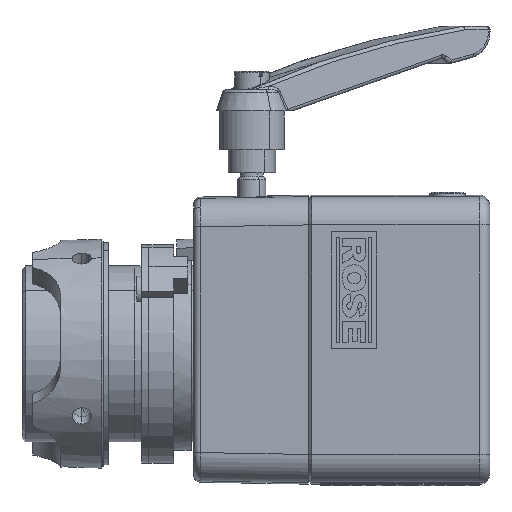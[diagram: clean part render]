
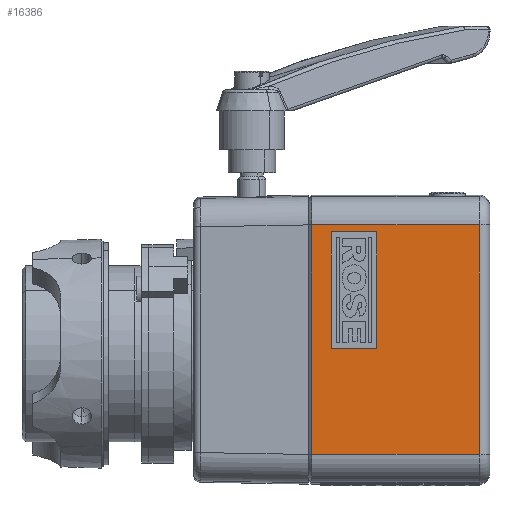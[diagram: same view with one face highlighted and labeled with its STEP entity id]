
A CAD part, left-side view. The second image highlights one B-rep face of the part: STEP entity #16386.
In plain terms, the highlighted face is planar.
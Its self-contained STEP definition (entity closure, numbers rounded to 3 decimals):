
#5968 = CARTESIAN_POINT ( 'NONE',  ( 33., 7., 34.561 ) ) ;
#5971 = DIRECTION ( 'NONE',  ( 0., 0., -1. ) ) ;
#5972 = VECTOR ( 'NONE', #5971, 1000. ) ;
#5973 = CARTESIAN_POINT ( 'NONE',  ( 33., 7., 34.561 ) ) ;
#5974 = LINE ( 'NONE', #5973, #5972 ) ;
#6222 = DIRECTION ( 'NONE',  ( 0., 0., 1. ) ) ;
#6223 = VECTOR ( 'NONE', #6222, 1000. ) ;
#6224 = CARTESIAN_POINT ( 'NONE',  ( 33., 49., -36.424 ) ) ;
#6225 = LINE ( 'NONE', #6224, #6223 ) ;
#6228 = DIRECTION ( 'NONE',  ( 0., 1., 0. ) ) ;
#6229 = VECTOR ( 'NONE', #6228, 1000. ) ;
#6230 = CARTESIAN_POINT ( 'NONE',  ( 33., 52., -28.562 ) ) ;
#6231 = LINE ( 'NONE', #6230, #6229 ) ;
#6261 = DIRECTION ( 'NONE',  ( 0., 1., 0. ) ) ;
#6262 = VECTOR ( 'NONE', #6261, 1000. ) ;
#6263 = CARTESIAN_POINT ( 'NONE',  ( 33., 20., 1.561 ) ) ;
#6264 = LINE ( 'NONE', #6263, #6262 ) ;
#6268 = DIRECTION ( 'NONE',  ( 0., 0., -1. ) ) ;
#6269 = VECTOR ( 'NONE', #6268, 1000. ) ;
#6270 = CARTESIAN_POINT ( 'NONE',  ( 33., 1.5, -28.562 ) ) ;
#6271 = LINE ( 'NONE', #6270, #6269 ) ;
#6277 = CARTESIAN_POINT ( 'NONE',  ( 33., 1.5, 36.562 ) ) ;
#6278 = CARTESIAN_POINT ( 'NONE',  ( 33., 49., 36.562 ) ) ;
#6279 = DIRECTION ( 'NONE',  ( 0., 0., 1. ) ) ;
#6280 = DIRECTION ( 'NONE',  ( -1., 0., 0. ) ) ;
#6281 = AXIS2_PLACEMENT_3D ( 'NONE', #6282, #6280, #6279 ) ;
#6282 = CARTESIAN_POINT ( 'NONE',  ( 33., 52., -36.424 ) ) ;
#6283 = PLANE ( 'NONE',  #6281 ) ;
#6284 = FACE_OUTER_BOUND ( 'NONE', #16532, .T. ) ;
#6285 = FACE_BOUND ( 'NONE', #16389, .T. ) ;
#6301 = CARTESIAN_POINT ( 'NONE',  ( 33., 49., -28.562 ) ) ;
#6302 = CARTESIAN_POINT ( 'NONE',  ( 33., 1.5, -28.562 ) ) ;
#6422 = DIRECTION ( 'NONE',  ( 0., -1., 0. ) ) ;
#6423 = VECTOR ( 'NONE', #6422, 1000. ) ;
#6424 = CARTESIAN_POINT ( 'NONE',  ( 33., 20., 34.561 ) ) ;
#6425 = LINE ( 'NONE', #6424, #6423 ) ;
#6426 = CARTESIAN_POINT ( 'NONE',  ( 33., 7., 1.561 ) ) ;
#6468 = CARTESIAN_POINT ( 'NONE',  ( 33., 20., 34.561 ) ) ;
#6477 = CARTESIAN_POINT ( 'NONE',  ( 33., 20., 1.561 ) ) ;
#6492 = DIRECTION ( 'NONE',  ( 0., 0., 1. ) ) ;
#6493 = VECTOR ( 'NONE', #6492, 1000. ) ;
#6494 = CARTESIAN_POINT ( 'NONE',  ( 33., 20., 34.561 ) ) ;
#6495 = LINE ( 'NONE', #6494, #6493 ) ;
#6533 = DIRECTION ( 'NONE',  ( 0., -1., 0. ) ) ;
#6534 = VECTOR ( 'NONE', #6533, 1000. ) ;
#6535 = CARTESIAN_POINT ( 'NONE',  ( 33., 52., 36.562 ) ) ;
#6536 = LINE ( 'NONE', #6535, #6534 ) ;
#16274 = EDGE_CURVE ( 'NONE', #16276, #16490, #5974, .T. ) ;
#16276 = VERTEX_POINT ( 'NONE', #5968 ) ;
#16369 = ORIENTED_EDGE ( 'NONE', *, *, #16371, .T. ) ;
#16371 = EDGE_CURVE ( 'NONE', #16410, #16412, #6231, .T. ) ;
#16374 = ORIENTED_EDGE ( 'NONE', *, *, #16376, .T. ) ;
#16376 = EDGE_CURVE ( 'NONE', #16412, #16395, #6225, .T. ) ;
#16386 = ADVANCED_FACE ( 'NONE', ( #6285, #6284 ), #6283, .F. ) ;
#16389 = EDGE_LOOP ( 'NONE', ( #16393, #16493, #16502, #16526 ) ) ;
#16393 = ORIENTED_EDGE ( 'NONE', *, *, #16274, .F. ) ;
#16395 = VERTEX_POINT ( 'NONE', #6278 ) ;
#16399 = VERTEX_POINT ( 'NONE', #6277 ) ;
#16402 = ORIENTED_EDGE ( 'NONE', *, *, #16406, .T. ) ;
#16406 = EDGE_CURVE ( 'NONE', #16399, #16410, #6271, .T. ) ;
#16410 = VERTEX_POINT ( 'NONE', #6302 ) ;
#16412 = VERTEX_POINT ( 'NONE', #6301 ) ;
#16490 = VERTEX_POINT ( 'NONE', #6426 ) ;
#16493 = ORIENTED_EDGE ( 'NONE', *, *, #16495, .F. ) ;
#16495 = EDGE_CURVE ( 'NONE', #16500, #16276, #6425, .T. ) ;
#16500 = VERTEX_POINT ( 'NONE', #6468 ) ;
#16502 = ORIENTED_EDGE ( 'NONE', *, *, #16504, .F. ) ;
#16504 = EDGE_CURVE ( 'NONE', #16521, #16500, #6495, .T. ) ;
#16521 = VERTEX_POINT ( 'NONE', #6477 ) ;
#16526 = ORIENTED_EDGE ( 'NONE', *, *, #16530, .F. ) ;
#16530 = EDGE_CURVE ( 'NONE', #16490, #16521, #6264, .T. ) ;
#16532 = EDGE_LOOP ( 'NONE', ( #16537, #16402, #16369, #16374 ) ) ;
#16537 = ORIENTED_EDGE ( 'NONE', *, *, #16538, .T. ) ;
#16538 = EDGE_CURVE ( 'NONE', #16395, #16399, #6536, .T. ) ;
